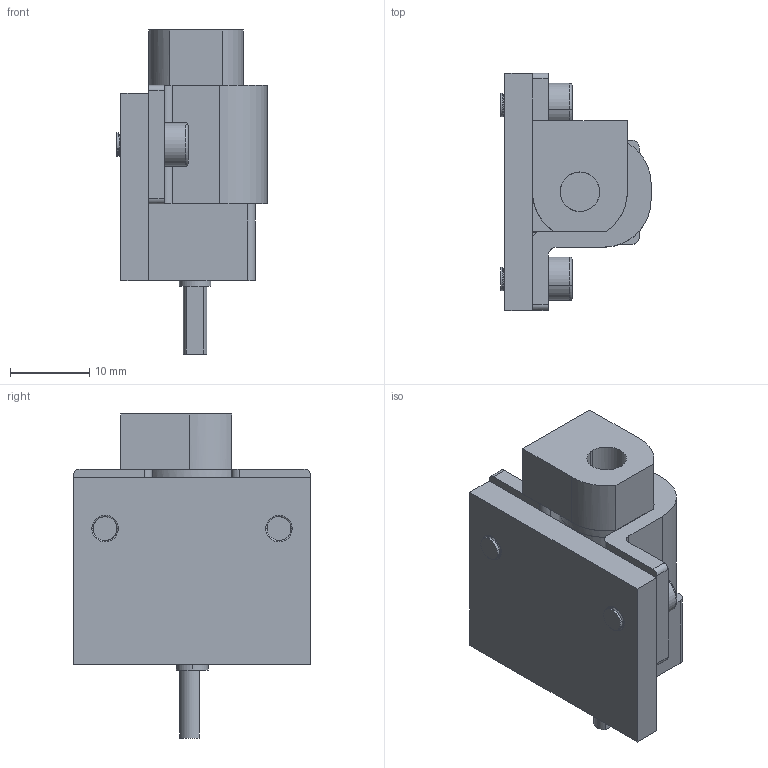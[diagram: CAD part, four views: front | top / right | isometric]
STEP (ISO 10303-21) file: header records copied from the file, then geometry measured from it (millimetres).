
FILE_DESCRIPTION (( 'STEP AP203' ), '1' );
FILE_NAME ('Assem1 N20 motor and flange.STEP', '2021-08-22T07:27:49', ( '' ), ( '' ), 'SwSTEP 2.0', 'SolidWorks 2021', '' );
FILE_SCHEMA (( 'CONFIG_CONTROL_DESIGN' ));
Length unit declared in the file: millimetre
Products named in the file (6): MicroGearmotor v3.ipt; as 1420 - 1973 - m3 x 6; Part5^Assem1 N20 motor and flange; BRACKET N-20 motor v2_Predeterminado; Assem1 N20 motor and flange; Part3^Assem1 N20 motor and flange
Assembly tree (5 placements, depth 2):
  Assem1 N20 motor and flange
    BRACKET N-20 motor v2_Predeterminado
    MicroGearmotor v3.ipt
    as 1420 - 1973 - m3 x 6  x2
    Part5^Assem1 N20 motor and flange
  Part3^Assem1 N20 motor and flange
Bounding box: 19.01 x 30 x 41 mm (x, y, z)
Volume: 7816.3 mm3; surface area: 7547.8 mm2
Topology: 16 solids, 16 shells, 374 faces, 978 edges, 639 vertices
Faces by surface type: cylinder 185, plane 143, bspline 30, cone 12, torus 4
Entity records: 17466 total; most frequent: CARTESIAN_POINT 9420, ORIENTED_EDGE 1660, DIRECTION 1374, EDGE_CURVE 830, VERTEX_POINT 544, AXIS2_PLACEMENT_3D 475, VECTOR 424, LINE 424
